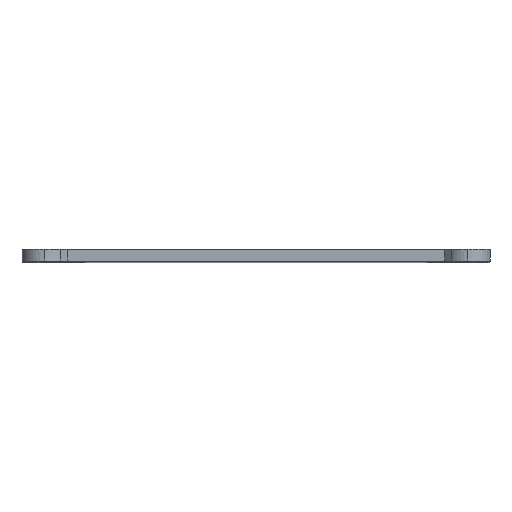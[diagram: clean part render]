
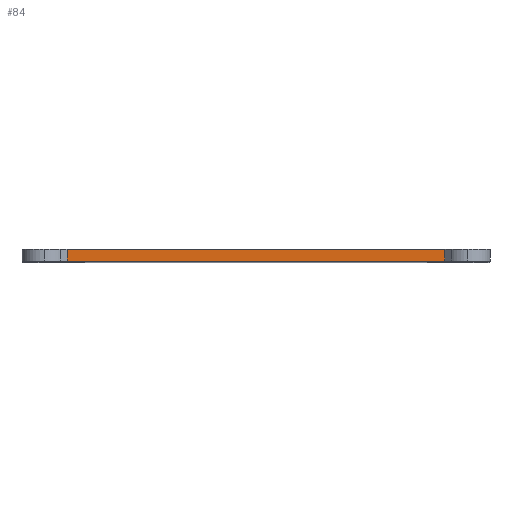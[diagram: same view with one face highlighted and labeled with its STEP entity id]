
A CAD part, top view. The second image highlights one B-rep face of the part: STEP entity #84.
In plain terms, the highlighted planar face has unit normal (0, 0, 1).
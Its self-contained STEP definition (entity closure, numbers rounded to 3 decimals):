
#84 = ADVANCED_FACE ( 'NONE', ( #292 ), #410, .F. ) ;
#142 = EDGE_CURVE ( 'NONE', #355, #1208, #939, .T. ) ;
#194 = EDGE_CURVE ( 'NONE', #787, #1208, #710, .T. ) ;
#200 = DIRECTION ( 'NONE',  ( -1., 0., 0. ) ) ;
#229 = EDGE_CURVE ( 'NONE', #395, #787, #804, .T. ) ;
#244 = DIRECTION ( 'NONE',  ( 0., -1., 0. ) ) ;
#292 = FACE_OUTER_BOUND ( 'NONE', #295, .T. ) ;
#295 = EDGE_LOOP ( 'NONE', ( #753, #1184, #563, #1098 ) ) ;
#306 = DIRECTION ( 'NONE',  ( 1., 0., 0. ) ) ;
#355 = VERTEX_POINT ( 'NONE', #1169 ) ;
#358 = LINE ( 'NONE', #1006, #616 ) ;
#395 = VERTEX_POINT ( 'NONE', #659 ) ;
#404 = CARTESIAN_POINT ( 'NONE',  ( 24.222, 0., 53. ) ) ;
#410 = PLANE ( 'NONE',  #1066 ) ;
#457 = EDGE_CURVE ( 'NONE', #395, #355, #358, .T. ) ;
#500 = DIRECTION ( 'NONE',  ( 1., 0., 0. ) ) ;
#563 = ORIENTED_EDGE ( 'NONE', *, *, #457, .F. ) ;
#602 = CARTESIAN_POINT ( 'NONE',  ( 24.222, 1.5, 53. ) ) ;
#616 = VECTOR ( 'NONE', #306, 1000. ) ;
#659 = CARTESIAN_POINT ( 'NONE',  ( -24.222, 1.5, 53. ) ) ;
#690 = CARTESIAN_POINT ( 'NONE',  ( 24.222, 0., 53. ) ) ;
#710 = LINE ( 'NONE', #690, #748 ) ;
#712 = DIRECTION ( 'NONE',  ( 0., 0., -1. ) ) ;
#748 = VECTOR ( 'NONE', #500, 1000. ) ;
#753 = ORIENTED_EDGE ( 'NONE', *, *, #194, .T. ) ;
#772 = VECTOR ( 'NONE', #244, 1000. ) ;
#787 = VERTEX_POINT ( 'NONE', #1058 ) ;
#804 = LINE ( 'NONE', #899, #1282 ) ;
#832 = CARTESIAN_POINT ( 'NONE',  ( 24.222, 1.5, 53. ) ) ;
#899 = CARTESIAN_POINT ( 'NONE',  ( -24.222, 1.5, 53. ) ) ;
#939 = LINE ( 'NONE', #832, #772 ) ;
#1006 = CARTESIAN_POINT ( 'NONE',  ( 24.222, 1.5, 53. ) ) ;
#1058 = CARTESIAN_POINT ( 'NONE',  ( -24.222, 0., 53. ) ) ;
#1066 = AXIS2_PLACEMENT_3D ( 'NONE', #602, #712, #200 ) ;
#1098 = ORIENTED_EDGE ( 'NONE', *, *, #229, .T. ) ;
#1169 = CARTESIAN_POINT ( 'NONE',  ( 24.222, 1.5, 53. ) ) ;
#1184 = ORIENTED_EDGE ( 'NONE', *, *, #142, .F. ) ;
#1208 = VERTEX_POINT ( 'NONE', #404 ) ;
#1282 = VECTOR ( 'NONE', #1299, 1000. ) ;
#1299 = DIRECTION ( 'NONE',  ( 0., -1., 0. ) ) ;
